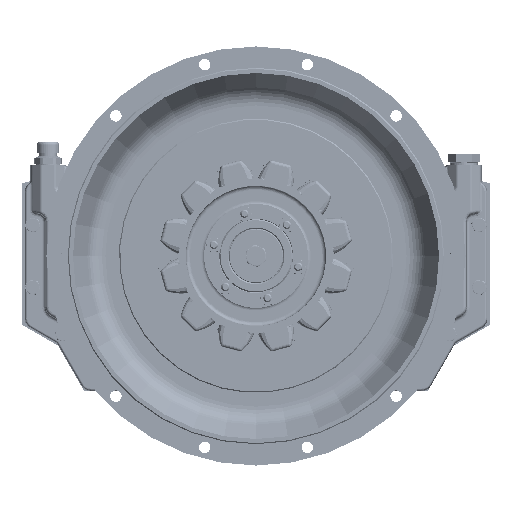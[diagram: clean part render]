
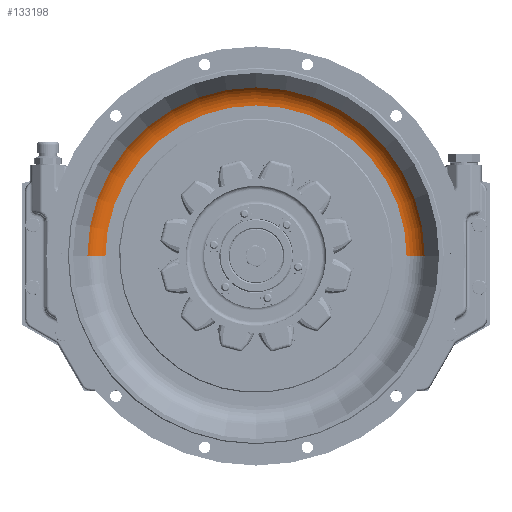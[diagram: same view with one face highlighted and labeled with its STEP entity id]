
A CAD part, top view. The second image highlights one B-rep face of the part: STEP entity #133198.
In plain terms, the highlighted toroidal (fillet/blend) face has major radius 144.823 mm and minor radius 20 mm.
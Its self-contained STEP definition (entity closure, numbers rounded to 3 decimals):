
#23756 = VERTEX_POINT ( 'NONE', #99556 ) ;
#24044 = AXIS2_PLACEMENT_3D ( 'NONE', #255227, #179175, #182399 ) ;
#38517 = VERTEX_POINT ( 'NONE', #292077 ) ;
#38539 = ORIENTED_EDGE ( 'NONE', *, *, #83267, .F. ) ;
#53527 = CIRCLE ( 'NONE', #140840, 162.144 ) ;
#78805 = ORIENTED_EDGE ( 'NONE', *, *, #190163, .F. ) ;
#79174 = CIRCLE ( 'NONE', #307823, 144.823 ) ;
#80002 = TOROIDAL_SURFACE ( 'NONE', #24044, 144.823, 20. ) ;
#83267 = EDGE_CURVE ( 'NONE', #267309, #38517, #53527, .T. ) ;
#91369 = FACE_OUTER_BOUND ( 'NONE', #312693, .T. ) ;
#98491 = DIRECTION ( 'NONE',  ( 0., 0., -1. ) ) ;
#99556 = CARTESIAN_POINT ( 'NONE',  ( -144.823, 0., 20. ) ) ;
#106554 = CIRCLE ( 'NONE', #154845, 20. ) ;
#115656 = ORIENTED_EDGE ( 'NONE', *, *, #292762, .T. ) ;
#118672 = CARTESIAN_POINT ( 'NONE',  ( 144.823, 0., 20. ) ) ;
#130038 = CARTESIAN_POINT ( 'NONE',  ( 0., 0., 20. ) ) ;
#133198 = ADVANCED_FACE ( 'NONE', ( #91369 ), #80002, .F. ) ;
#134622 = CARTESIAN_POINT ( 'NONE',  ( 144.823, 0., 40. ) ) ;
#137298 = CARTESIAN_POINT ( 'NONE',  ( -162.144, 0., 30. ) ) ;
#140840 = AXIS2_PLACEMENT_3D ( 'NONE', #212232, #213294, #314924 ) ;
#147760 = CARTESIAN_POINT ( 'NONE',  ( -144.823, 0., 40. ) ) ;
#152545 = DIRECTION ( 'NONE',  ( -1., 0., 0. ) ) ;
#154845 = AXIS2_PLACEMENT_3D ( 'NONE', #147760, #221821, #98491 ) ;
#177186 = DIRECTION ( 'NONE',  ( 0., 0., -1. ) ) ;
#179175 = DIRECTION ( 'NONE',  ( 0., 0., -1. ) ) ;
#182399 = DIRECTION ( 'NONE',  ( -1., 0., 0. ) ) ;
#188351 = VERTEX_POINT ( 'NONE', #118672 ) ;
#190163 = EDGE_CURVE ( 'NONE', #38517, #188351, #297157, .T. ) ;
#211755 = DIRECTION ( 'NONE',  ( -1., 0., 0. ) ) ;
#212232 = CARTESIAN_POINT ( 'NONE',  ( 0., 0., 30. ) ) ;
#213294 = DIRECTION ( 'NONE',  ( 0., 0., -1. ) ) ;
#221821 = DIRECTION ( 'NONE',  ( 0., -1., 0. ) ) ;
#233260 = DIRECTION ( 'NONE',  ( 0., 1., 0. ) ) ;
#255227 = CARTESIAN_POINT ( 'NONE',  ( 0., 0., 40. ) ) ;
#261392 = EDGE_CURVE ( 'NONE', #267309, #23756, #106554, .T. ) ;
#267309 = VERTEX_POINT ( 'NONE', #137298 ) ;
#278994 = ORIENTED_EDGE ( 'NONE', *, *, #261392, .T. ) ;
#282307 = AXIS2_PLACEMENT_3D ( 'NONE', #134622, #233260, #211755 ) ;
#292077 = CARTESIAN_POINT ( 'NONE',  ( 162.144, 0., 30. ) ) ;
#292762 = EDGE_CURVE ( 'NONE', #23756, #188351, #79174, .T. ) ;
#297157 = CIRCLE ( 'NONE', #282307, 20. ) ;
#307823 = AXIS2_PLACEMENT_3D ( 'NONE', #130038, #177186, #152545 ) ;
#312693 = EDGE_LOOP ( 'NONE', ( #78805, #38539, #278994, #115656 ) ) ;
#314924 = DIRECTION ( 'NONE',  ( -1., 0., 0. ) ) ;
